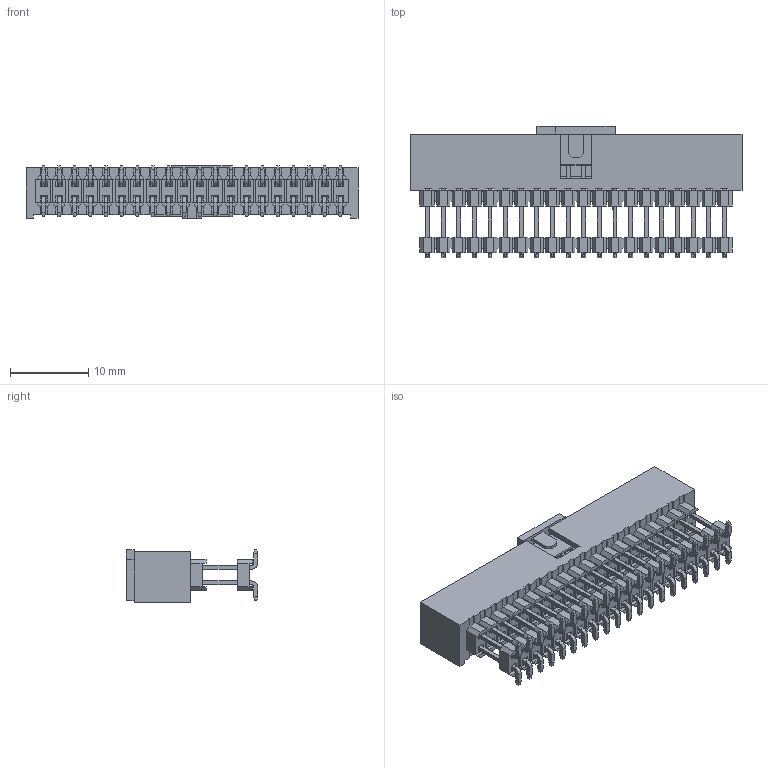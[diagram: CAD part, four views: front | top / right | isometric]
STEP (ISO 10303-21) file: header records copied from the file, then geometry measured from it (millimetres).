
FILE_DESCRIPTION( ('This file contains a STEP AP42 implementation' ,'as created by ZW3D STEP Interface translator.') ,'2;1' );
FILE_NAME( '3123-XXMXXBD00X1.stp' ,'2312 7.1426 1', (''), ('ZWCAD Software Co.'), 'Version 1.0', 'ZW3D to STEP translator', '' );
FILE_SCHEMA(('AUTOMOTIVE_DESIGN { 1 0 10303 214 1 1 1 1 }'));
Length unit declared in the file: millimetre
Products named in the file (1): 0
Bounding box: 42.5 x 16.8 x 6.78 mm (x, y, z)
Volume: 1494.1 mm3; surface area: 4340.8 mm2
Topology: 2 solids, 2 shells, 2843 faces, 8106 edges, 5032 vertices
Faces by surface type: plane 2749, cylinder 80, bspline 14
Entity records: 115301 total; most frequent: CARTESIAN_POINT 51486, ORIENTED_EDGE 16212, EDGE_CURVE 8106, DIRECTION 7240, B_SPLINE_CURVE_WITH_KNOTS 6526, VERTEX_POINT 5032, EDGE_LOOP 3084, FACE_OUTER_BOUND 2843
